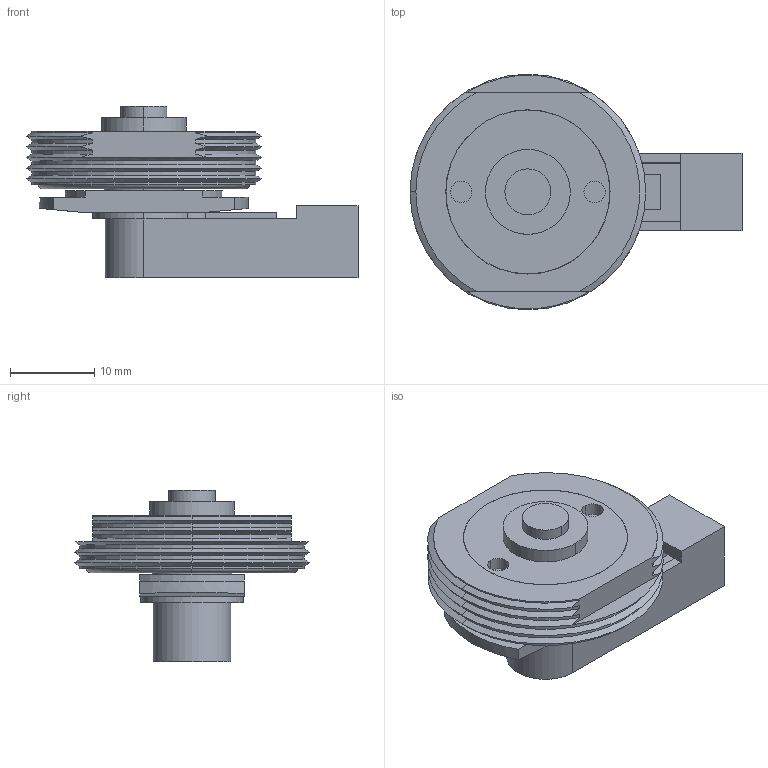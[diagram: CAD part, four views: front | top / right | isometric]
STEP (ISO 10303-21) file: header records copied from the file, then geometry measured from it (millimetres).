
FILE_DESCRIPTION (( 'STEP AP203' ), '1' );
FILE_NAME ('AAM1-1700.STEP', '2010-11-12T21:39:37', ( 'x' ), ( 'Microsoft' ), 'SwSTEP 2.0', 'SolidWorks 2010', '' );
FILE_SCHEMA (( 'CONFIG_CONTROL_DESIGN' ));
Length unit declared in the file: inch
Products named in the file (5): AAM1-1700; AAM1-1700-MA4; AAM1-1700-MA2; AAM1-1700-MA1; AAM1-1700-MA3
Assembly tree (4 placements, depth 2):
  AAM1-1700
    AAM1-1700-MA2
    AAM1-1700-MA3
    AAM1-1700-MA4
    AAM1-1700-MA1
Bounding box: 39.52 x 28.07 x 20.45 mm (x, y, z)
Volume: 4999.2 mm3; surface area: 6056.9 mm2
Topology: 4 solids, 4 shells, 209 faces, 496 edges, 306 vertices
Faces by surface type: cylinder 81, plane 65, cone 59, torus 4
Entity records: 6581 total; most frequent: DIRECTION 1116, CARTESIAN_POINT 1096, ORIENTED_EDGE 992, EDGE_CURVE 496, AXIS2_PLACEMENT_3D 430, VERTEX_POINT 306, VECTOR 256, LINE 256
